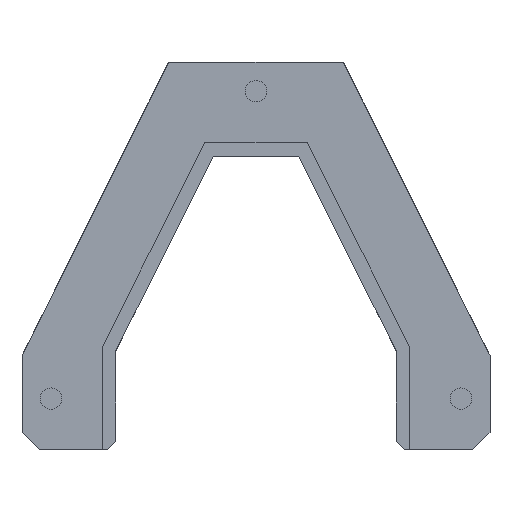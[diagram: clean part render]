
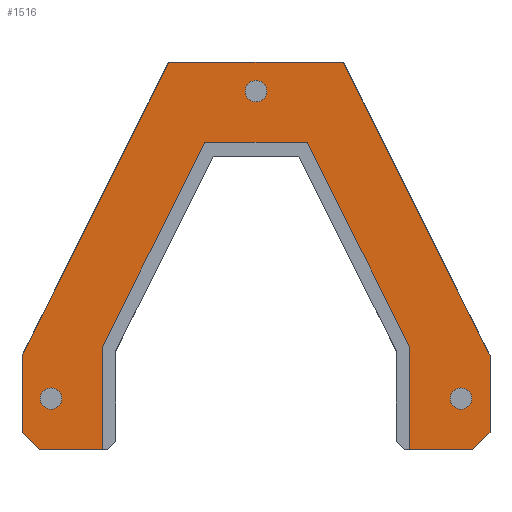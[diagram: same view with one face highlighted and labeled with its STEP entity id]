
A CAD part, top view. The second image highlights one B-rep face of the part: STEP entity #1516.
In plain terms, the highlighted planar face has unit normal (0, 0, 1).
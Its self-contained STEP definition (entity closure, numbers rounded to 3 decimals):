
#24=FACE_BOUND('',#206,.T.);
#25=FACE_BOUND('',#207,.T.);
#26=FACE_BOUND('',#208,.T.);
#42=CIRCLE('',#1618,3.15);
#43=CIRCLE('',#1620,3.15);
#44=CIRCLE('',#1622,3.15);
#123=FACE_OUTER_BOUND('',#205,.T.);
#205=EDGE_LOOP('',(#1351,#1352,#1353,#1354,#1355,#1356,#1357,#1358,#1359,
#1360,#1361,#1362,#1363,#1364));
#206=EDGE_LOOP('',(#1365));
#207=EDGE_LOOP('',(#1366));
#208=EDGE_LOOP('',(#1367));
#209=LINE('',#2014,#404);
#213=LINE('',#2022,#408);
#216=LINE('',#2028,#411);
#219=LINE('',#2034,#414);
#222=LINE('',#2040,#417);
#303=LINE('',#2229,#498);
#347=LINE('',#2314,#542);
#383=LINE('',#2385,#578);
#388=LINE('',#2394,#583);
#391=LINE('',#2400,#586);
#392=LINE('',#2402,#587);
#393=LINE('',#2404,#588);
#396=LINE('',#2412,#591);
#403=LINE('',#2437,#598);
#404=VECTOR('',#1629,10.);
#408=VECTOR('',#1635,10.);
#411=VECTOR('',#1640,10.);
#414=VECTOR('',#1645,10.);
#417=VECTOR('',#1650,10.);
#498=VECTOR('',#1785,10.);
#542=VECTOR('',#1861,10.);
#578=VECTOR('',#1935,10.);
#583=VECTOR('',#1946,10.);
#586=VECTOR('',#1953,10.);
#587=VECTOR('',#1956,10.);
#588=VECTOR('',#1959,10.);
#591=VECTOR('',#1970,10.);
#598=VECTOR('',#2007,10.);
#599=VERTEX_POINT('',#2012);
#600=VERTEX_POINT('',#2013);
#603=VERTEX_POINT('',#2021);
#605=VERTEX_POINT('',#2027);
#607=VERTEX_POINT('',#2033);
#609=VERTEX_POINT('',#2039);
#689=VERTEX_POINT('',#2226);
#690=VERTEX_POINT('',#2228);
#715=VERTEX_POINT('',#2312);
#730=VERTEX_POINT('',#2382);
#731=VERTEX_POINT('',#2384);
#732=VERTEX_POINT('',#2393);
#733=VERTEX_POINT('',#2398);
#734=VERTEX_POINT('',#2411);
#735=VERTEX_POINT('',#2425);
#736=VERTEX_POINT('',#2429);
#737=VERTEX_POINT('',#2433);
#738=EDGE_CURVE('',#599,#600,#209,.T.);
#742=EDGE_CURVE('',#600,#603,#213,.T.);
#745=EDGE_CURVE('',#603,#605,#216,.T.);
#748=EDGE_CURVE('',#605,#607,#219,.T.);
#751=EDGE_CURVE('',#607,#609,#222,.T.);
#844=EDGE_CURVE('',#689,#690,#303,.T.);
#888=EDGE_CURVE('',#609,#715,#347,.T.);
#924=EDGE_CURVE('',#731,#730,#383,.T.);
#929=EDGE_CURVE('',#599,#732,#388,.T.);
#932=EDGE_CURVE('',#733,#689,#391,.T.);
#933=EDGE_CURVE('',#732,#733,#392,.T.);
#934=EDGE_CURVE('',#731,#715,#393,.T.);
#937=EDGE_CURVE('',#690,#734,#396,.T.);
#942=EDGE_CURVE('',#735,#735,#42,.T.);
#944=EDGE_CURVE('',#736,#736,#43,.T.);
#946=EDGE_CURVE('',#737,#737,#44,.T.);
#947=EDGE_CURVE('',#730,#734,#403,.T.);
#1351=ORIENTED_EDGE('',*,*,#751,.T.);
#1352=ORIENTED_EDGE('',*,*,#888,.T.);
#1353=ORIENTED_EDGE('',*,*,#934,.F.);
#1354=ORIENTED_EDGE('',*,*,#924,.T.);
#1355=ORIENTED_EDGE('',*,*,#947,.T.);
#1356=ORIENTED_EDGE('',*,*,#937,.F.);
#1357=ORIENTED_EDGE('',*,*,#844,.F.);
#1358=ORIENTED_EDGE('',*,*,#932,.F.);
#1359=ORIENTED_EDGE('',*,*,#933,.F.);
#1360=ORIENTED_EDGE('',*,*,#929,.F.);
#1361=ORIENTED_EDGE('',*,*,#738,.T.);
#1362=ORIENTED_EDGE('',*,*,#742,.T.);
#1363=ORIENTED_EDGE('',*,*,#745,.T.);
#1364=ORIENTED_EDGE('',*,*,#748,.T.);
#1365=ORIENTED_EDGE('',*,*,#946,.T.);
#1366=ORIENTED_EDGE('',*,*,#944,.T.);
#1367=ORIENTED_EDGE('',*,*,#942,.T.);
#1437=PLANE('',#1624);
#1516=ADVANCED_FACE('',(#123,#24,#25,#26),#1437,.T.);
#1618=AXIS2_PLACEMENT_3D('',#2427,#1993,#1994);
#1620=AXIS2_PLACEMENT_3D('',#2431,#1998,#1999);
#1622=AXIS2_PLACEMENT_3D('',#2435,#2003,#2004);
#1624=AXIS2_PLACEMENT_3D('',#2438,#2008,#2009);
#1629=DIRECTION('',(0.,1.,0.));
#1635=DIRECTION('',(0.447,0.894,0.));
#1640=DIRECTION('',(1.,0.,0.));
#1645=DIRECTION('',(0.447,-0.894,0.));
#1650=DIRECTION('',(0.,-1.,0.));
#1785=DIRECTION('',(0.447,0.894,0.));
#1861=DIRECTION('',(1.,0.,0.));
#1935=DIRECTION('',(0.,1.,0.));
#1946=DIRECTION('',(-1.,0.,0.));
#1953=DIRECTION('',(0.,1.,0.));
#1956=DIRECTION('',(-0.707,0.707,0.));
#1959=DIRECTION('',(-0.707,-0.707,0.));
#1970=DIRECTION('',(1.,0.,0.));
#1993=DIRECTION('center_axis',(0.,0.,-1.));
#1994=DIRECTION('ref_axis',(1.,0.,0.));
#1998=DIRECTION('center_axis',(0.,0.,-1.));
#1999=DIRECTION('ref_axis',(1.,0.,0.));
#2003=DIRECTION('center_axis',(0.,0.,-1.));
#2004=DIRECTION('ref_axis',(1.,0.,0.));
#2007=DIRECTION('',(-0.447,0.894,0.));
#2008=DIRECTION('center_axis',(0.,0.,1.));
#2009=DIRECTION('ref_axis',(1.,0.,0.));
#2012=CARTESIAN_POINT('',(105.,0.,0.));
#2013=CARTESIAN_POINT('',(105.,30.,0.));
#2014=CARTESIAN_POINT('',(105.,43.375,0.));
#2021=CARTESIAN_POINT('',(135.,90.,0.));
#2022=CARTESIAN_POINT('',(129.85,79.7,0.));
#2027=CARTESIAN_POINT('',(165.,90.,0.));
#2028=CARTESIAN_POINT('',(157.5,90.,0.));
#2033=CARTESIAN_POINT('',(195.,30.,0.));
#2034=CARTESIAN_POINT('',(185.15,49.7,0.));
#2039=CARTESIAN_POINT('',(195.,0.,0.));
#2040=CARTESIAN_POINT('',(195.,28.375,0.));
#2226=CARTESIAN_POINT('',(81.5,27.721,0.));
#2228=CARTESIAN_POINT('',(124.389,113.5,0.));
#2229=CARTESIAN_POINT('',(81.5,27.721,0.));
#2312=CARTESIAN_POINT('',(213.5,0.,0.));
#2314=CARTESIAN_POINT('',(191.,0.,0.));
#2382=CARTESIAN_POINT('',(218.5,27.721,0.));
#2384=CARTESIAN_POINT('',(218.5,5.,0.));
#2385=CARTESIAN_POINT('',(218.5,0.,0.));
#2393=CARTESIAN_POINT('',(86.5,0.,0.));
#2394=CARTESIAN_POINT('',(109.,0.,0.));
#2398=CARTESIAN_POINT('',(81.5,5.,0.));
#2400=CARTESIAN_POINT('',(81.5,0.,0.));
#2402=CARTESIAN_POINT('',(86.938,-0.437,0.));
#2404=CARTESIAN_POINT('',(213.063,-0.437,0.));
#2411=CARTESIAN_POINT('',(175.611,113.5,0.));
#2412=CARTESIAN_POINT('',(124.389,113.5,0.));
#2425=CARTESIAN_POINT('',(146.85,105.,0.));
#2427=CARTESIAN_POINT('Origin',(150.,105.,0.));
#2429=CARTESIAN_POINT('',(206.85,15.,0.));
#2431=CARTESIAN_POINT('Origin',(210.,15.,0.));
#2433=CARTESIAN_POINT('',(86.85,15.,0.));
#2435=CARTESIAN_POINT('Origin',(90.,15.,0.));
#2437=CARTESIAN_POINT('',(218.5,27.721,0.));
#2438=CARTESIAN_POINT('Origin',(150.,56.75,0.));
